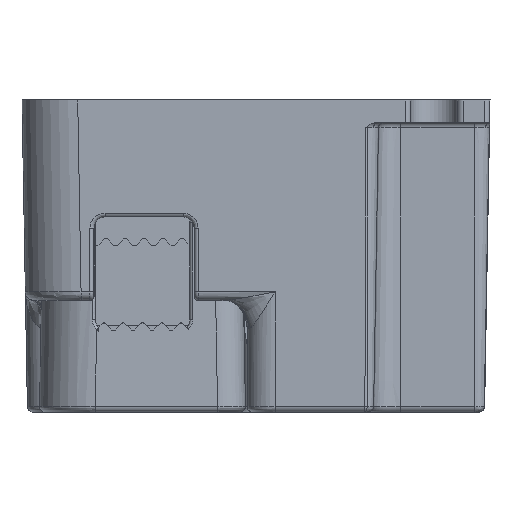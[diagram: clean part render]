
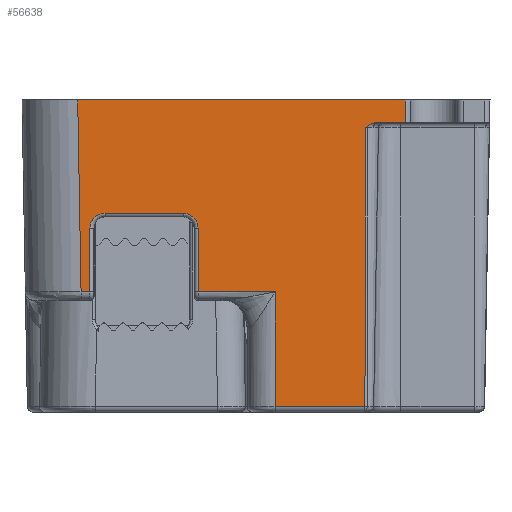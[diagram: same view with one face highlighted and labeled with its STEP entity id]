
A CAD part, left-side view. The second image highlights one B-rep face of the part: STEP entity #56638.
In plain terms, the highlighted planar face has unit normal (-1, 0, -0.018).
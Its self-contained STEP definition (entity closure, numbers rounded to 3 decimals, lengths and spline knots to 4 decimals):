
#266=B_SPLINE_CURVE_WITH_KNOTS('',3,(#94237,#94238,#94239,#94240,#94241,
#94242),.UNSPECIFIED.,.F.,.F.,(4,2,4),(0.0867,0.156,
0.1811),.UNSPECIFIED.);
#267=B_SPLINE_CURVE_WITH_KNOTS('',3,(#94263,#94264,#94265,#94266),
 .UNSPECIFIED.,.F.,.F.,(4,4),(0.,0.0202),.UNSPECIFIED.);
#272=B_SPLINE_CURVE_WITH_KNOTS('',3,(#94503,#94504,#94505,#94506),
 .UNSPECIFIED.,.F.,.F.,(4,4),(-2.5021,0.),.UNSPECIFIED.);
#3795=PLANE('',#60733);
#6463=FACE_OUTER_BOUND('',#9622,.T.);
#9622=EDGE_LOOP('',(#48117,#48118,#48119,#48120,#48121,#48122,#48123,#48124,
#48125,#48126,#48127,#48128,#48129,#48130,#48131,#48132));
#10484=ELLIPSE('',#60734,0.0532,0.0531);
#10485=ELLIPSE('',#60735,0.0532,0.0531);
#14980=LINE('',#90598,#20956);
#15576=LINE('',#94047,#21552);
#15580=LINE('',#94057,#21556);
#15624=LINE('',#94518,#21600);
#15625=LINE('',#94522,#21601);
#15626=LINE('',#94523,#21602);
#15627=LINE('',#94525,#21603);
#15628=LINE('',#94529,#21604);
#15629=LINE('',#94533,#21605);
#15630=LINE('',#94535,#21606);
#15631=LINE('',#94536,#21607);
#20956=VECTOR('',#71757,0.3937);
#21552=VECTOR('',#73413,0.3937);
#21556=VECTOR('',#73423,0.3937);
#21600=VECTOR('',#73687,0.3937);
#21601=VECTOR('',#73692,0.3937);
#21602=VECTOR('',#73693,0.3937);
#21603=VECTOR('',#73694,0.3937);
#21604=VECTOR('',#73697,0.3937);
#21605=VECTOR('',#73700,0.3937);
#21606=VECTOR('',#73701,0.3937);
#21607=VECTOR('',#73702,0.3937);
#26128=VERTEX_POINT('',#90596);
#26129=VERTEX_POINT('',#90597);
#26363=VERTEX_POINT('',#91481);
#26793=VERTEX_POINT('',#94046);
#26796=VERTEX_POINT('',#94056);
#26829=VERTEX_POINT('',#94236);
#26831=VERTEX_POINT('',#94262);
#26876=VERTEX_POINT('',#94502);
#26877=VERTEX_POINT('',#94517);
#26878=VERTEX_POINT('',#94521);
#26879=VERTEX_POINT('',#94524);
#26880=VERTEX_POINT('',#94526);
#26881=VERTEX_POINT('',#94528);
#26882=VERTEX_POINT('',#94530);
#26883=VERTEX_POINT('',#94532);
#26884=VERTEX_POINT('',#94534);
#33065=EDGE_CURVE('',#26128,#26129,#14980,.F.);
#34026=EDGE_CURVE('',#26129,#26793,#15576,.T.);
#34031=EDGE_CURVE('',#26796,#26793,#15580,.T.);
#34085=EDGE_CURVE('',#26796,#26829,#266,.T.);
#34088=EDGE_CURVE('',#26829,#26831,#267,.T.);
#34158=EDGE_CURVE('',#26831,#26876,#272,.T.);
#34163=EDGE_CURVE('',#26876,#26877,#15624,.T.);
#34165=EDGE_CURVE('',#26878,#26128,#15625,.T.);
#34166=EDGE_CURVE('',#26363,#26878,#15626,.T.);
#34167=EDGE_CURVE('',#26879,#26363,#15627,.T.);
#34168=EDGE_CURVE('',#26880,#26879,#10484,.T.);
#34169=EDGE_CURVE('',#26881,#26880,#15628,.T.);
#34170=EDGE_CURVE('',#26882,#26881,#10485,.T.);
#34171=EDGE_CURVE('',#26883,#26882,#15629,.T.);
#34172=EDGE_CURVE('',#26884,#26883,#15630,.T.);
#34173=EDGE_CURVE('',#26877,#26884,#15631,.T.);
#48117=ORIENTED_EDGE('',*,*,#34026,.F.);
#48118=ORIENTED_EDGE('',*,*,#33065,.F.);
#48119=ORIENTED_EDGE('',*,*,#34165,.F.);
#48120=ORIENTED_EDGE('',*,*,#34166,.F.);
#48121=ORIENTED_EDGE('',*,*,#34167,.F.);
#48122=ORIENTED_EDGE('',*,*,#34168,.F.);
#48123=ORIENTED_EDGE('',*,*,#34169,.F.);
#48124=ORIENTED_EDGE('',*,*,#34170,.F.);
#48125=ORIENTED_EDGE('',*,*,#34171,.F.);
#48126=ORIENTED_EDGE('',*,*,#34172,.F.);
#48127=ORIENTED_EDGE('',*,*,#34173,.F.);
#48128=ORIENTED_EDGE('',*,*,#34163,.F.);
#48129=ORIENTED_EDGE('',*,*,#34158,.F.);
#48130=ORIENTED_EDGE('',*,*,#34088,.F.);
#48131=ORIENTED_EDGE('',*,*,#34085,.F.);
#48132=ORIENTED_EDGE('',*,*,#34031,.T.);
#56638=ADVANCED_FACE('',(#6463),#3795,.T.);
#60733=AXIS2_PLACEMENT_3D('',#94520,#73690,#73691);
#60734=AXIS2_PLACEMENT_3D('',#94527,#73695,#73696);
#60735=AXIS2_PLACEMENT_3D('',#94531,#73698,#73699);
#71757=DIRECTION('',(0.,1.,0.));
#73413=DIRECTION('',(0.017,0.,-1.));
#73423=DIRECTION('',(0.,-1.,0.));
#73687=DIRECTION('',(0.,1.,0.));
#73690=DIRECTION('center_axis',(-1.,0.,-0.017));
#73691=DIRECTION('ref_axis',(0.,-1.,0.));
#73692=DIRECTION('',(-0.017,0.017,1.));
#73693=DIRECTION('',(0.,1.,0.));
#73694=DIRECTION('',(0.017,0.,-1.));
#73695=DIRECTION('center_axis',(-1.,0.,-0.017));
#73696=DIRECTION('ref_axis',(-0.017,0.,1.));
#73697=DIRECTION('',(0.,1.,0.));
#73698=DIRECTION('center_axis',(-1.,0.,-0.017));
#73699=DIRECTION('ref_axis',(-0.017,0.,1.));
#73700=DIRECTION('',(-0.017,0.,1.));
#73701=DIRECTION('',(0.,1.,0.));
#73702=DIRECTION('',(-0.017,0.,1.));
#90596=CARTESIAN_POINT('',(-2.4278,0.8312,0.5945));
#90597=CARTESIAN_POINT('',(-2.4278,-0.3255,0.5945));
#90598=CARTESIAN_POINT('',(-2.4278,0.605,0.5945));
#91481=CARTESIAN_POINT('',(-2.4159,0.7879,-0.0832));
#94046=CARTESIAN_POINT('',(-2.4264,-0.3255,0.5157));
#94047=CARTESIAN_POINT('',(-2.4174,-0.3255,0.0024));
#94056=CARTESIAN_POINT('',(-2.4264,-0.2281,0.5157));
#94057=CARTESIAN_POINT('',(-2.4264,0.2908,0.5157));
#94236=CARTESIAN_POINT('',(-2.4261,-0.192,0.502));
#94237=CARTESIAN_POINT('Ctrl Pts',(-2.4264,-0.2281,
0.5157));
#94238=CARTESIAN_POINT('Ctrl Pts',(-2.4264,-0.219,
0.5157));
#94239=CARTESIAN_POINT('Ctrl Pts',(-2.4263,-0.2087,
0.5124));
#94240=CARTESIAN_POINT('Ctrl Pts',(-2.4262,-0.1978,
0.5064));
#94241=CARTESIAN_POINT('Ctrl Pts',(-2.4262,-0.1945,
0.5043));
#94242=CARTESIAN_POINT('Ctrl Pts',(-2.4261,-0.192,
0.502));
#94262=CARTESIAN_POINT('',(-2.426,-0.1863,0.4964));
#94263=CARTESIAN_POINT('Ctrl Pts',(-2.4261,-0.192,
0.502));
#94264=CARTESIAN_POINT('Ctrl Pts',(-2.4261,-0.1901,
0.5002));
#94265=CARTESIAN_POINT('Ctrl Pts',(-2.4261,-0.1882,
0.4983));
#94266=CARTESIAN_POINT('Ctrl Pts',(-2.426,-0.1863,0.4964));
#94502=CARTESIAN_POINT('',(-2.4088,-0.1835,-0.4885));
#94503=CARTESIAN_POINT('Ctrl Pts',(-2.426,-0.1863,
0.4964));
#94504=CARTESIAN_POINT('Ctrl Pts',(-2.4203,-0.1855,
0.1681));
#94505=CARTESIAN_POINT('Ctrl Pts',(-2.4146,-0.1846,
-0.1602));
#94506=CARTESIAN_POINT('Ctrl Pts',(-2.4088,-0.1835,
-0.4885));
#94517=CARTESIAN_POINT('',(-2.4088,0.134,-0.4885));
#94518=CARTESIAN_POINT('',(-2.4088,0.605,-0.4885));
#94520=CARTESIAN_POINT('Origin',(-2.4085,1.0088,-0.5079));
#94521=CARTESIAN_POINT('',(-2.4159,0.8194,-0.0832));
#94522=CARTESIAN_POINT('',(-2.4079,0.8113,-0.5446));
#94523=CARTESIAN_POINT('',(-2.4159,0.8958,-0.0832));
#94524=CARTESIAN_POINT('',(-2.4198,0.7879,0.1415));
#94525=CARTESIAN_POINT('',(-2.4145,0.7879,-0.1674));
#94526=CARTESIAN_POINT('',(-2.4208,0.7348,0.1946));
#94527=CARTESIAN_POINT('Origin',(-2.4198,0.7348,0.1415));
#94528=CARTESIAN_POINT('',(-2.4208,0.4592,0.1946));
#94529=CARTESIAN_POINT('',(-2.4208,0.7143,0.1946));
#94530=CARTESIAN_POINT('',(-2.4198,0.406,0.1415));
#94531=CARTESIAN_POINT('Origin',(-2.4198,0.4592,0.1415));
#94532=CARTESIAN_POINT('',(-2.4159,0.406,-0.0832));
#94533=CARTESIAN_POINT('',(-2.4119,0.406,-0.315));
#94534=CARTESIAN_POINT('',(-2.4159,0.134,-0.0832));
#94535=CARTESIAN_POINT('',(-2.4159,0.8958,-0.0832));
#94536=CARTESIAN_POINT('',(-2.4086,0.134,-0.5053));
